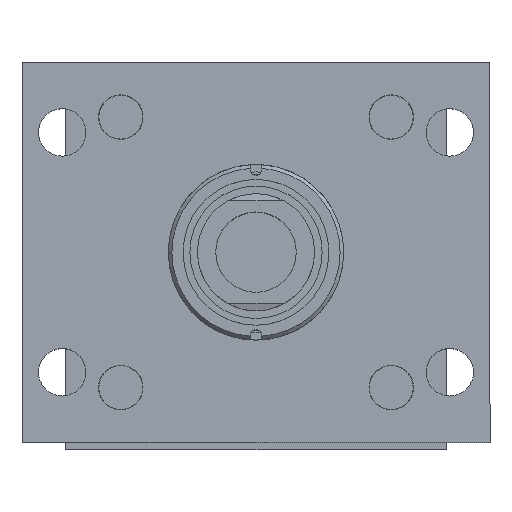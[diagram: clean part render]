
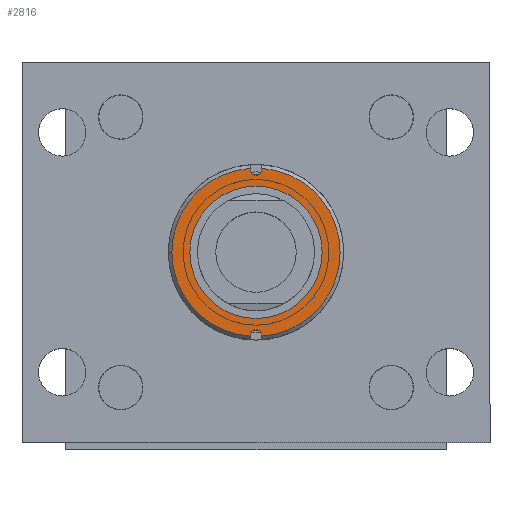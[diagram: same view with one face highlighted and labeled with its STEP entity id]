
A CAD part, top view. The second image highlights one B-rep face of the part: STEP entity #2816.
In plain terms, the highlighted planar face has unit normal (0, 0, 1).
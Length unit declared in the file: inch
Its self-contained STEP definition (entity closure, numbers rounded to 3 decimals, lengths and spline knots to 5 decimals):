
#132 = CARTESIAN_POINT ( 'NONE',  ( 20.37814, 42.4197, -2.93519 ) ) ;
#144 = ORIENTED_EDGE ( 'NONE', *, *, #4650, .F. ) ;
#183 = DIRECTION ( 'NONE',  ( 0., 1., 0. ) ) ;
#188 = DIRECTION ( 'NONE',  ( -1., 0., 0. ) ) ;
#338 = FACE_OUTER_BOUND ( 'NONE', #9341, .T. ) ;
#352 = VERTEX_POINT ( 'NONE', #8253 ) ;
#370 = ORIENTED_EDGE ( 'NONE', *, *, #2952, .F. ) ;
#379 = VERTEX_POINT ( 'NONE', #4718 ) ;
#585 = CARTESIAN_POINT ( 'NONE',  ( 19.2471, 43.55073, -2.93519 ) ) ;
#790 = ORIENTED_EDGE ( 'NONE', *, *, #2291, .T. ) ;
#913 = DIRECTION ( 'NONE',  ( 1., 0., 0. ) ) ;
#1029 = CARTESIAN_POINT ( 'NONE',  ( 19.2471, 41.0137, -2.93519 ) ) ;
#1149 = CIRCLE ( 'NONE', #3213, 1.438 ) ;
#1253 = EDGE_CURVE ( 'NONE', #8861, #5201, #6550, .T. ) ;
#1567 = CARTESIAN_POINT ( 'NONE',  ( 19.2471, 42.4197, -2.93519 ) ) ;
#1657 = CIRCLE ( 'NONE', #8624, 0.094 ) ;
#1878 = CARTESIAN_POINT ( 'NONE',  ( 19.2471, 42.4197, -2.93519 ) ) ;
#2035 = ORIENTED_EDGE ( 'NONE', *, *, #7746, .F. ) ;
#2090 = ORIENTED_EDGE ( 'NONE', *, *, #3137, .F. ) ;
#2097 = CIRCLE ( 'NONE', #9230, 1.13104 ) ;
#2213 = CARTESIAN_POINT ( 'NONE',  ( 19.2471, 42.4197, -2.93519 ) ) ;
#2291 = EDGE_CURVE ( 'NONE', #352, #10132, #2097, .T. ) ;
#2369 = VECTOR ( 'NONE', #7628, 39.37008 ) ;
#2380 = EDGE_CURVE ( 'NONE', #7004, #6097, #9427, .T. ) ;
#2579 = DIRECTION ( 'NONE',  ( 0., -1., 0. ) ) ;
#2748 = AXIS2_PLACEMENT_3D ( 'NONE', #9623, #5583, #7239 ) ;
#2782 = CARTESIAN_POINT ( 'NONE',  ( 19.2471, 42.4197, -2.93519 ) ) ;
#2816 = ADVANCED_FACE ( 'NONE', ( #6514, #338 ), #3043, .T. ) ;
#2935 = CIRCLE ( 'NONE', #2748, 0.094 ) ;
#2952 = EDGE_CURVE ( 'NONE', #10436, #5201, #5485, .T. ) ;
#2990 = EDGE_CURVE ( 'NONE', #8942, #7983, #9671, .T. ) ;
#3043 = PLANE ( 'NONE',  #10044 ) ;
#3137 = EDGE_CURVE ( 'NONE', #8861, #4947, #2935, .T. ) ;
#3213 = AXIS2_PLACEMENT_3D ( 'NONE', #5736, #8249, #188 ) ;
#3272 = CIRCLE ( 'NONE', #8230, 1.438 ) ;
#3339 = AXIS2_PLACEMENT_3D ( 'NONE', #1567, #3982, #7202 ) ;
#3589 = DIRECTION ( 'NONE',  ( -1., 0., 0. ) ) ;
#3825 = CARTESIAN_POINT ( 'NONE',  ( 19.3411, 43.8257, -2.93519 ) ) ;
#3982 = DIRECTION ( 'NONE',  ( 0., 0., -1. ) ) ;
#4159 = CARTESIAN_POINT ( 'NONE',  ( 19.1531, 43.8257, -2.93519 ) ) ;
#4467 = VECTOR ( 'NONE', #183, 39.37008 ) ;
#4557 = EDGE_CURVE ( 'NONE', #6097, #10436, #1149, .T. ) ;
#4586 = LINE ( 'NONE', #9744, #4467 ) ;
#4650 = EDGE_CURVE ( 'NONE', #8942, #7004, #1657, .T. ) ;
#4718 = CARTESIAN_POINT ( 'NONE',  ( 19.3411, 43.85462, -2.93519 ) ) ;
#4947 = VERTEX_POINT ( 'NONE', #3825 ) ;
#4972 = EDGE_CURVE ( 'NONE', #379, #7983, #3272, .T. ) ;
#5192 = CARTESIAN_POINT ( 'NONE',  ( 19.3411, 40.98477, -2.93519 ) ) ;
#5201 = VERTEX_POINT ( 'NONE', #6609 ) ;
#5416 = DIRECTION ( 'NONE',  ( -1., 0., 0. ) ) ;
#5426 = EDGE_CURVE ( 'NONE', #10132, #352, #8691, .T. ) ;
#5433 = DIRECTION ( 'NONE',  ( 1., 0., 0. ) ) ;
#5485 = CIRCLE ( 'NONE', #3339, 1.438 ) ;
#5583 = DIRECTION ( 'NONE',  ( 0., 0., 1. ) ) ;
#5736 = CARTESIAN_POINT ( 'NONE',  ( 19.2471, 42.4197, -2.93519 ) ) ;
#5791 = ORIENTED_EDGE ( 'NONE', *, *, #5426, .T. ) ;
#5971 = CARTESIAN_POINT ( 'NONE',  ( 19.1531, 43.55073, -2.93519 ) ) ;
#6097 = VERTEX_POINT ( 'NONE', #6929 ) ;
#6514 = FACE_BOUND ( 'NONE', #10390, .T. ) ;
#6515 = CARTESIAN_POINT ( 'NONE',  ( 19.3411, 41.0137, -2.93519 ) ) ;
#6550 = LINE ( 'NONE', #9173, #7928 ) ;
#6609 = CARTESIAN_POINT ( 'NONE',  ( 19.1531, 43.85462, -2.93519 ) ) ;
#6891 = ORIENTED_EDGE ( 'NONE', *, *, #2380, .F. ) ;
#6929 = CARTESIAN_POINT ( 'NONE',  ( 19.1531, 40.98477, -2.93519 ) ) ;
#7004 = VERTEX_POINT ( 'NONE', #10350 ) ;
#7202 = DIRECTION ( 'NONE',  ( -1., 0., 0. ) ) ;
#7239 = DIRECTION ( 'NONE',  ( 1., 0., 0. ) ) ;
#7370 = DIRECTION ( 'NONE',  ( 0., 0., 1. ) ) ;
#7501 = ORIENTED_EDGE ( 'NONE', *, *, #1253, .T. ) ;
#7505 = AXIS2_PLACEMENT_3D ( 'NONE', #2782, #9383, #10198 ) ;
#7519 = DIRECTION ( 'NONE',  ( 0., 0., -1. ) ) ;
#7628 = DIRECTION ( 'NONE',  ( 0., -1., 0. ) ) ;
#7746 = EDGE_CURVE ( 'NONE', #4947, #379, #4586, .T. ) ;
#7865 = DIRECTION ( 'NONE',  ( 0., 0., -1. ) ) ;
#7928 = VECTOR ( 'NONE', #9250, 39.37008 ) ;
#7983 = VERTEX_POINT ( 'NONE', #5192 ) ;
#8230 = AXIS2_PLACEMENT_3D ( 'NONE', #2213, #7865, #5416 ) ;
#8249 = DIRECTION ( 'NONE',  ( 0., 0., -1. ) ) ;
#8253 = CARTESIAN_POINT ( 'NONE',  ( 18.11607, 42.4197, -2.93519 ) ) ;
#8298 = ORIENTED_EDGE ( 'NONE', *, *, #4557, .F. ) ;
#8442 = ORIENTED_EDGE ( 'NONE', *, *, #4972, .F. ) ;
#8446 = ORIENTED_EDGE ( 'NONE', *, *, #2990, .T. ) ;
#8624 = AXIS2_PLACEMENT_3D ( 'NONE', #1029, #7370, #913 ) ;
#8691 = CIRCLE ( 'NONE', #7505, 1.13104 ) ;
#8787 = CARTESIAN_POINT ( 'NONE',  ( 19.3411, 43.55073, -2.93519 ) ) ;
#8861 = VERTEX_POINT ( 'NONE', #4159 ) ;
#8942 = VERTEX_POINT ( 'NONE', #6515 ) ;
#8946 = CARTESIAN_POINT ( 'NONE',  ( 17.8091, 42.4197, -2.93519 ) ) ;
#9173 = CARTESIAN_POINT ( 'NONE',  ( 19.1531, 43.55073, -2.93519 ) ) ;
#9230 = AXIS2_PLACEMENT_3D ( 'NONE', #1878, #7519, #3589 ) ;
#9250 = DIRECTION ( 'NONE',  ( 0., 1., 0. ) ) ;
#9341 = EDGE_LOOP ( 'NONE', ( #144, #8446, #8442, #2035, #2090, #7501, #370, #8298, #6891 ) ) ;
#9383 = DIRECTION ( 'NONE',  ( 0., 0., -1. ) ) ;
#9427 = LINE ( 'NONE', #5971, #2369 ) ;
#9475 = DIRECTION ( 'NONE',  ( 0., 0., 1. ) ) ;
#9623 = CARTESIAN_POINT ( 'NONE',  ( 19.2471, 43.8257, -2.93519 ) ) ;
#9671 = LINE ( 'NONE', #8787, #10303 ) ;
#9744 = CARTESIAN_POINT ( 'NONE',  ( 19.3411, 43.55073, -2.93519 ) ) ;
#10044 = AXIS2_PLACEMENT_3D ( 'NONE', #585, #9475, #5433 ) ;
#10132 = VERTEX_POINT ( 'NONE', #132 ) ;
#10198 = DIRECTION ( 'NONE',  ( -1., 0., 0. ) ) ;
#10303 = VECTOR ( 'NONE', #2579, 39.37008 ) ;
#10350 = CARTESIAN_POINT ( 'NONE',  ( 19.1531, 41.0137, -2.93519 ) ) ;
#10390 = EDGE_LOOP ( 'NONE', ( #790, #5791 ) ) ;
#10436 = VERTEX_POINT ( 'NONE', #8946 ) ;
